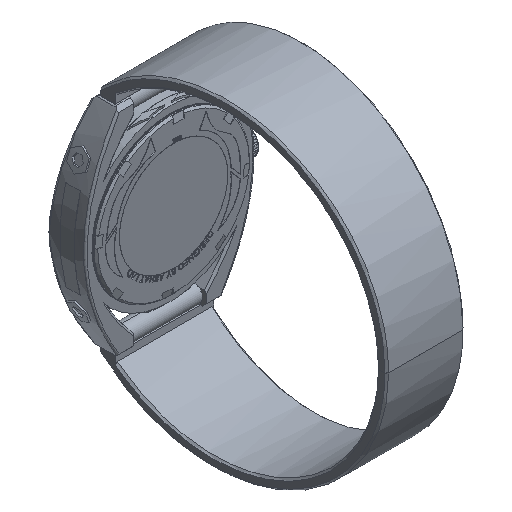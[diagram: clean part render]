
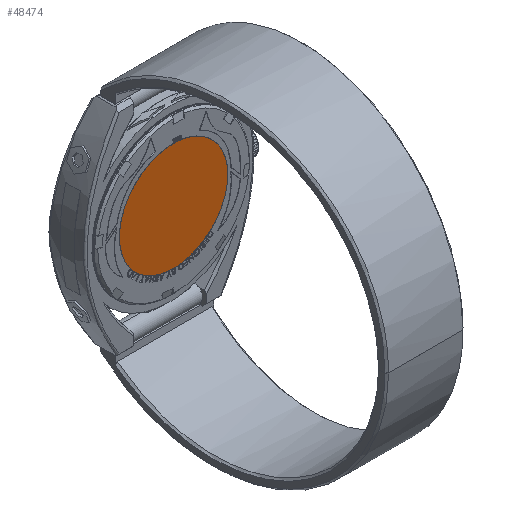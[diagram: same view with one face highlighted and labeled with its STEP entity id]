
A CAD part, isometric view. The second image highlights one B-rep face of the part: STEP entity #48474.
In plain terms, the highlighted free-form (B-spline) face has degree [1, 1] with [2, 2] control points.
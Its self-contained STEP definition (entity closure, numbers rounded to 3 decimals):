
#48388 = EDGE_CURVE('',#48389,#48391,#48393,.T.);
#48389 = VERTEX_POINT('',#48390);
#48390 = CARTESIAN_POINT('',(42.769,35.654,
    47.076));
#48391 = VERTEX_POINT('',#48392);
#48392 = CARTESIAN_POINT('',(31.771,35.654,
    88.292));
#48393 = ( BOUNDED_CURVE() B_SPLINE_CURVE(2,(#48394,#48395,#48396,#48397
,#48398),.UNSPECIFIED.,.F.,.F.) B_SPLINE_CURVE_WITH_KNOTS((3,2,3),(0.,
1.571,3.142),.PIECEWISE_BEZIER_KNOTS.) CURVE() 
GEOMETRIC_REPRESENTATION_ITEM() RATIONAL_B_SPLINE_CURVE((1.,
0.707,1.,0.707,1.)) REPRESENTATION_ITEM('') );
#48394 = CARTESIAN_POINT('',(42.769,35.654,
    47.076));
#48395 = CARTESIAN_POINT('',(22.161,35.654,
    41.577));
#48396 = CARTESIAN_POINT('',(16.662,35.654,
    62.185));
#48397 = CARTESIAN_POINT('',(11.163,35.654,
    82.793));
#48398 = CARTESIAN_POINT('',(31.771,35.654,
    88.292));
#48437 = EDGE_CURVE('',#48391,#48389,#48438,.T.);
#48438 = ( BOUNDED_CURVE() B_SPLINE_CURVE(2,(#48439,#48440,#48441,#48442
,#48443),.UNSPECIFIED.,.F.,.F.) B_SPLINE_CURVE_WITH_KNOTS((3,2,3),(
    3.142,4.712,6.283),
.PIECEWISE_BEZIER_KNOTS.) CURVE() GEOMETRIC_REPRESENTATION_ITEM() 
RATIONAL_B_SPLINE_CURVE((1.,0.707,1.,0.707,1.)) 
REPRESENTATION_ITEM('') );
#48439 = CARTESIAN_POINT('',(31.771,35.654,
    88.292));
#48440 = CARTESIAN_POINT('',(52.378,35.654,
    93.791));
#48441 = CARTESIAN_POINT('',(57.877,35.654,
    73.183));
#48442 = CARTESIAN_POINT('',(63.376,35.654,
    52.575));
#48443 = CARTESIAN_POINT('',(42.769,35.654,
    47.076));
#48474 = ADVANCED_FACE('',(#48475),#48479,.F.);
#48475 = FACE_BOUND('',#48476,.T.);
#48476 = EDGE_LOOP('',(#48477,#48478));
#48477 = ORIENTED_EDGE('',*,*,#48388,.F.);
#48478 = ORIENTED_EDGE('',*,*,#48437,.F.);
#48479 = B_SPLINE_SURFACE_WITH_KNOTS('',1,1,(
    (#48480,#48481)
    ,(#48482,#48483
    )),.UNSPECIFIED.,.F.,.F.,.F.,(2,2),(2,2),(-15.,15.),(-15.,15.),
  .PIECEWISE_BEZIER_KNOTS.);
#48480 = CARTESIAN_POINT('',(52.378,35.654,
    93.791));
#48481 = CARTESIAN_POINT('',(11.163,35.654,
    82.793));
#48482 = CARTESIAN_POINT('',(63.376,35.654,
    52.575));
#48483 = CARTESIAN_POINT('',(22.161,35.654,
    41.577));
